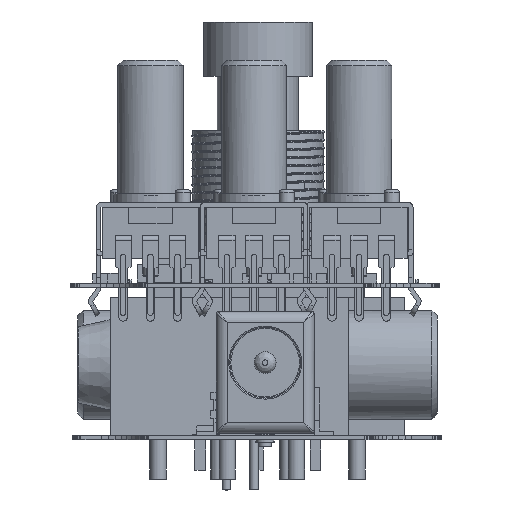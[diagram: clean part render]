
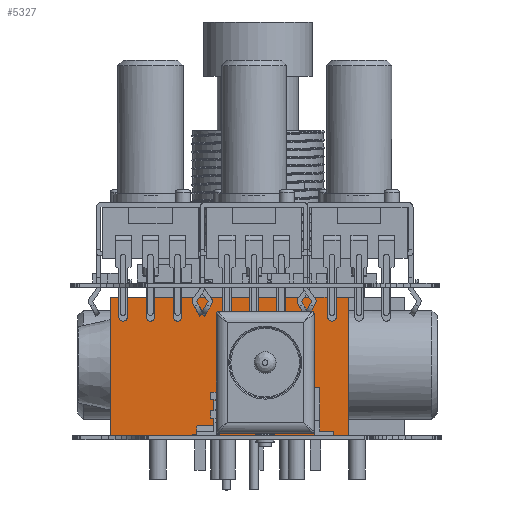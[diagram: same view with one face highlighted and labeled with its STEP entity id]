
A CAD part, left-side view. The second image highlights one B-rep face of the part: STEP entity #5327.
In plain terms, the highlighted face is planar.
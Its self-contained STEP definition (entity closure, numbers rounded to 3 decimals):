
#5327=ADVANCED_FACE('',(#14490),#14492,.T.);
#14490=FACE_BOUND('',#14491,.T.);
#14491=EDGE_LOOP('',(#20435,#20436,#20437,#20438));
#14492=PLANE('',#14493);
#14493=AXIS2_PLACEMENT_3D('',#14494,#14495,#14496);
#14494=CARTESIAN_POINT('',(4.826,-2.239,12.7));
#14495=DIRECTION('',(0.,-1.,0.));
#14496=DIRECTION('',(0.,0.,-1.));
#20435=ORIENTED_EDGE('',*,*,#23379,.T.);
#20436=ORIENTED_EDGE('',*,*,#23380,.T.);
#20437=ORIENTED_EDGE('',*,*,#23381,.F.);
#20438=ORIENTED_EDGE('',*,*,#23371,.F.);
#23371=EDGE_CURVE('',#27428,#27430,#27431,.T.);
#23379=EDGE_CURVE('',#27428,#27442,#27444,.T.);
#23380=EDGE_CURVE('',#27442,#27445,#27446,.T.);
#23381=EDGE_CURVE('',#27430,#27445,#27447,.T.);
#27428=VERTEX_POINT('',#44238);
#27430=VERTEX_POINT('',#44242);
#27431=LINE('',#44243,#44244);
#27442=VERTEX_POINT('',#44269);
#27444=LINE('',#44273,#44274);
#27445=VERTEX_POINT('',#44276);
#27446=LINE('',#44277,#44278);
#27447=LINE('',#44280,#44281);
#44238=CARTESIAN_POINT('',(4.826,-2.239,12.7));
#44242=CARTESIAN_POINT('',(4.826,-2.239,0.));
#44243=CARTESIAN_POINT('',(4.826,-2.239,12.7));
#44244=VECTOR('',#44245,1.);
#44245=DIRECTION('',(0.,0.,-1.));
#44269=CARTESIAN_POINT('',(-17.024,-2.239,12.7));
#44273=CARTESIAN_POINT('',(4.826,-2.239,12.7));
#44274=VECTOR('',#44275,1.);
#44275=DIRECTION('',(-1.,0.,0.));
#44276=CARTESIAN_POINT('',(-17.024,-2.239,0.));
#44277=CARTESIAN_POINT('',(-17.024,-2.239,12.7));
#44278=VECTOR('',#44279,1.);
#44279=DIRECTION('',(0.,0.,-1.));
#44280=CARTESIAN_POINT('',(4.826,-2.239,0.));
#44281=VECTOR('',#44282,1.);
#44282=DIRECTION('',(-1.,0.,0.));
